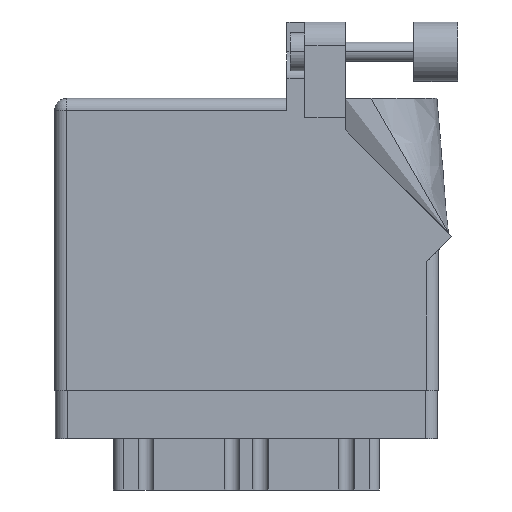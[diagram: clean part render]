
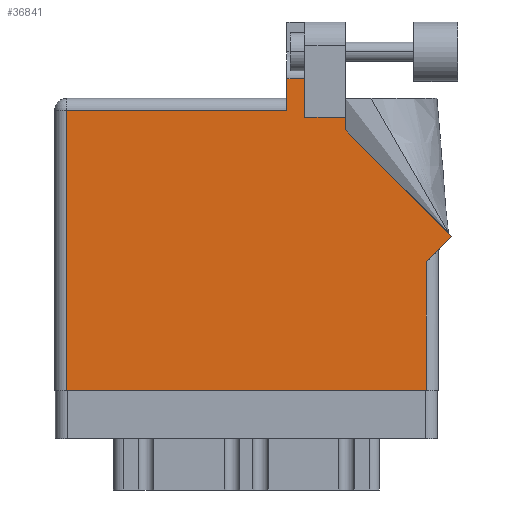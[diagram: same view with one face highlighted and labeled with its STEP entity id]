
A CAD part, front view. The second image highlights one B-rep face of the part: STEP entity #36841.
In plain terms, the highlighted face is planar.
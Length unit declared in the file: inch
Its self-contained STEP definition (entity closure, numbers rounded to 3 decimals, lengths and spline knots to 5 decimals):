
#106 = CARTESIAN_POINT ( 'NONE',  ( 1.217, 1.468, 0. ) ) ;
#941 = LINE ( 'NONE', #25407, #17993 ) ;
#954 = DIRECTION ( 'NONE',  ( -1., 0., 0. ) ) ;
#2132 = EDGE_CURVE ( 'NONE', #23265, #27687, #12127, .T. ) ;
#2155 = LINE ( 'NONE', #20504, #5028 ) ;
#3075 = CARTESIAN_POINT ( 'NONE',  ( 2.08071, 0.80771, 0. ) ) ;
#3151 = VERTEX_POINT ( 'NONE', #18882 ) ;
#3394 = VECTOR ( 'NONE', #27680, 39.37008 ) ;
#3407 = LINE ( 'NONE', #9119, #3394 ) ;
#3494 = DIRECTION ( 'NONE',  ( -1., 0., 0. ) ) ;
#4076 = EDGE_CURVE ( 'NONE', #27665, #23187, #3407, .T. ) ;
#4207 = LINE ( 'NONE', #30863, #9960 ) ;
#4570 = CARTESIAN_POINT ( 'NONE',  ( 1.524, 1.36442, 0. ) ) ;
#5028 = VECTOR ( 'NONE', #26818, 39.37008 ) ;
#5237 = DIRECTION ( 'NONE',  ( 0.707, 0.707, 0. ) ) ;
#5540 = DIRECTION ( 'NONE',  ( 0., 1., 0. ) ) ;
#6318 = VECTOR ( 'NONE', #26334, 39.37008 ) ;
#6722 = ORIENTED_EDGE ( 'NONE', *, *, #34902, .T. ) ;
#7525 = EDGE_CURVE ( 'NONE', #23187, #3151, #23295, .T. ) ;
#7804 = CARTESIAN_POINT ( 'NONE',  ( 1.311, 1.43, 0. ) ) ;
#8188 = CARTESIAN_POINT ( 'NONE',  ( 2.01, 0.737, 0. ) ) ;
#8357 = PLANE ( 'NONE',  #19519 ) ;
#9119 = CARTESIAN_POINT ( 'NONE',  ( 0., 1.468, 0. ) ) ;
#9960 = VECTOR ( 'NONE', #16227, 39.37008 ) ;
#10214 = VERTEX_POINT ( 'NONE', #4570 ) ;
#11447 = CARTESIAN_POINT ( 'NONE',  ( 1.948, 0.737, 0. ) ) ;
#11975 = LINE ( 'NONE', #15505, #17483 ) ;
#12127 = LINE ( 'NONE', #8188, #23151 ) ;
#12718 = VERTEX_POINT ( 'NONE', #34601 ) ;
#14213 = EDGE_CURVE ( 'NONE', #12718, #23265, #18157, .T. ) ;
#14474 = DIRECTION ( 'NONE',  ( 0., 0., -1. ) ) ;
#14501 = VECTOR ( 'NONE', #5540, 39.37008 ) ;
#14835 = ORIENTED_EDGE ( 'NONE', *, *, #30390, .T. ) ;
#14979 = LINE ( 'NONE', #27422, #28666 ) ;
#15505 = CARTESIAN_POINT ( 'NONE',  ( 1.524, 1.43, 0. ) ) ;
#15736 = CARTESIAN_POINT ( 'NONE',  ( 1.64177, 1.6315, 0. ) ) ;
#16068 = ORIENTED_EDGE ( 'NONE', *, *, #7525, .T. ) ;
#16227 = DIRECTION ( 'NONE',  ( 0., 1., 0. ) ) ;
#16335 = ORIENTED_EDGE ( 'NONE', *, *, #22769, .T. ) ;
#17269 = VERTEX_POINT ( 'NONE', #20609 ) ;
#17379 = CARTESIAN_POINT ( 'NONE',  ( 0.062, 0., 0. ) ) ;
#17483 = VECTOR ( 'NONE', #3494, 39.37008 ) ;
#17993 = VECTOR ( 'NONE', #30756, 39.37008 ) ;
#18157 = LINE ( 'NONE', #11447, #14501 ) ;
#18526 = DIRECTION ( 'NONE',  ( 0., -1., 0. ) ) ;
#18882 = CARTESIAN_POINT ( 'NONE',  ( 0.062, 0., 0. ) ) ;
#19519 = AXIS2_PLACEMENT_3D ( 'NONE', #29509, #14474, #26530 ) ;
#20209 = CARTESIAN_POINT ( 'NONE',  ( 0., 0., 0. ) ) ;
#20504 = CARTESIAN_POINT ( 'NONE',  ( 2.08071, 0.80771, 0. ) ) ;
#20609 = CARTESIAN_POINT ( 'NONE',  ( 1.311, 1.6315, 0. ) ) ;
#21863 = LINE ( 'NONE', #15736, #25000 ) ;
#22593 = FACE_OUTER_BOUND ( 'NONE', #35498, .T. ) ;
#22769 = EDGE_CURVE ( 'NONE', #10214, #23120, #4207, .T. ) ;
#23035 = ORIENTED_EDGE ( 'NONE', *, *, #26133, .T. ) ;
#23120 = VERTEX_POINT ( 'NONE', #36194 ) ;
#23151 = VECTOR ( 'NONE', #5237, 39.37008 ) ;
#23187 = VERTEX_POINT ( 'NONE', #31209 ) ;
#23265 = VERTEX_POINT ( 'NONE', #24881 ) ;
#23295 = LINE ( 'NONE', #17379, #30560 ) ;
#23659 = VERTEX_POINT ( 'NONE', #7804 ) ;
#23973 = ORIENTED_EDGE ( 'NONE', *, *, #2132, .T. ) ;
#24614 = EDGE_CURVE ( 'NONE', #17269, #30484, #21863, .T. ) ;
#24881 = CARTESIAN_POINT ( 'NONE',  ( 1.948, 0.675, 0. ) ) ;
#25000 = VECTOR ( 'NONE', #954, 39.37008 ) ;
#25407 = CARTESIAN_POINT ( 'NONE',  ( 1.311, 1.43, 0. ) ) ;
#26133 = EDGE_CURVE ( 'NONE', #23120, #23659, #11975, .T. ) ;
#26334 = DIRECTION ( 'NONE',  ( 1., 0., 0. ) ) ;
#26530 = DIRECTION ( 'NONE',  ( -1., 0., 0. ) ) ;
#26818 = DIRECTION ( 'NONE',  ( -0.707, 0.707, 0. ) ) ;
#27422 = CARTESIAN_POINT ( 'NONE',  ( 1.217, 1.53, 0. ) ) ;
#27665 = VERTEX_POINT ( 'NONE', #106 ) ;
#27680 = DIRECTION ( 'NONE',  ( -1., 0., 0. ) ) ;
#27687 = VERTEX_POINT ( 'NONE', #3075 ) ;
#28666 = VECTOR ( 'NONE', #18526, 39.37008 ) ;
#28821 = ORIENTED_EDGE ( 'NONE', *, *, #36909, .T. ) ;
#29312 = LINE ( 'NONE', #20209, #6318 ) ;
#29509 = CARTESIAN_POINT ( 'NONE',  ( 0., 1.53, 0. ) ) ;
#29584 = ORIENTED_EDGE ( 'NONE', *, *, #14213, .T. ) ;
#30184 = CARTESIAN_POINT ( 'NONE',  ( 1.217, 1.6315, 0. ) ) ;
#30390 = EDGE_CURVE ( 'NONE', #27687, #10214, #2155, .T. ) ;
#30484 = VERTEX_POINT ( 'NONE', #30184 ) ;
#30560 = VECTOR ( 'NONE', #35579, 39.37008 ) ;
#30756 = DIRECTION ( 'NONE',  ( 0., 1., 0. ) ) ;
#30863 = CARTESIAN_POINT ( 'NONE',  ( 1.524, 1.36442, 0. ) ) ;
#31209 = CARTESIAN_POINT ( 'NONE',  ( 0.062, 1.468, 0. ) ) ;
#32764 = EDGE_CURVE ( 'NONE', #30484, #27665, #14979, .T. ) ;
#34504 = ORIENTED_EDGE ( 'NONE', *, *, #32764, .T. ) ;
#34601 = CARTESIAN_POINT ( 'NONE',  ( 1.948, 0., 0. ) ) ;
#34902 = EDGE_CURVE ( 'NONE', #23659, #17269, #941, .T. ) ;
#35498 = EDGE_LOOP ( 'NONE', ( #6722, #36879, #34504, #39045, #16068, #28821, #29584, #23973, #14835, #16335, #23035 ) ) ;
#35579 = DIRECTION ( 'NONE',  ( 0., -1., 0. ) ) ;
#36194 = CARTESIAN_POINT ( 'NONE',  ( 1.524, 1.43, 0. ) ) ;
#36841 = ADVANCED_FACE ( 'NONE', ( #22593 ), #8357, .F. ) ;
#36879 = ORIENTED_EDGE ( 'NONE', *, *, #24614, .T. ) ;
#36909 = EDGE_CURVE ( 'NONE', #3151, #12718, #29312, .T. ) ;
#39045 = ORIENTED_EDGE ( 'NONE', *, *, #4076, .T. ) ;
